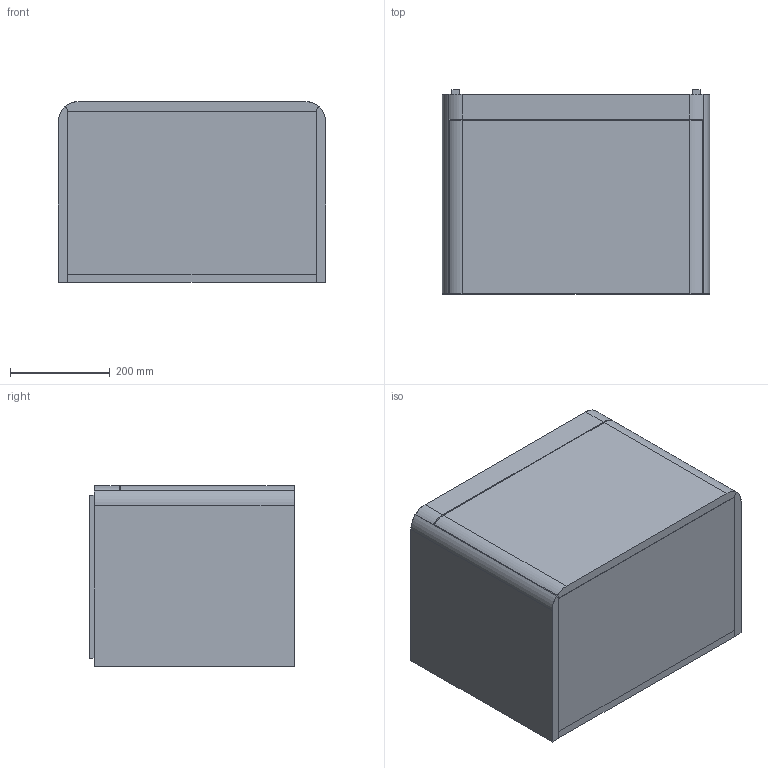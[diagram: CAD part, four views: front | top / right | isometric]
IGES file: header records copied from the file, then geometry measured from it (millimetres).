
Start section: SolidWorks IGES file using analytic representation for surfaces
Global section: file name: HY055W1_IGS_V11021.IGS; native system: SolidWorks 2019; preprocessor: SolidWorks 2019; author: adam.jones; date: 211026.101013; units: millimetre
Bounding box: 535 x 409 x 362 mm (x, y, z)
Surface area: 2152354.3 mm2 (no closed solid volume)
Topology: 0 solids, 0 shells, 122 faces, 1266 edges, 1266 vertices
Faces by surface type: bspline 87, revolution 35
